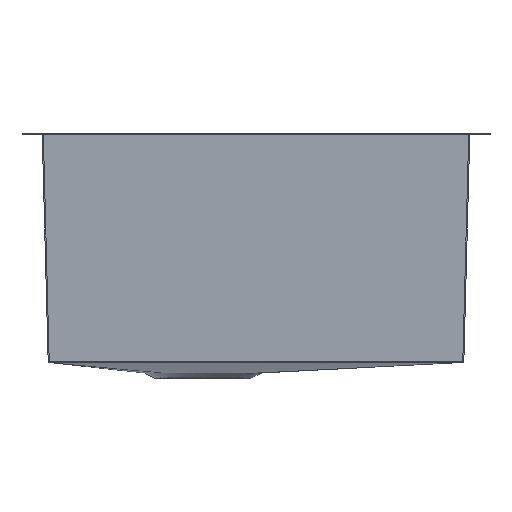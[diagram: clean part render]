
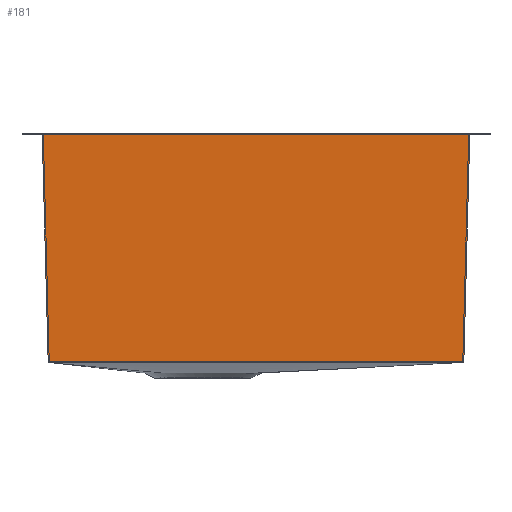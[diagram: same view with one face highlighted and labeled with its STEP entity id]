
A CAD part, left-side view. The second image highlights one B-rep face of the part: STEP entity #181.
In plain terms, the highlighted planar face has unit normal (-1, 0, -0.026).
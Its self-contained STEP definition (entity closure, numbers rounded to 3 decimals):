
#69=B_SPLINE_CURVE_WITH_KNOTS('',3,(#1594,#1595,#1596,#1597),.UNSPECIFIED.,
.F.,.F.,(4,4),(0.,1.),.UNSPECIFIED.);
#181=ADVANCED_FACE('',(#268),#222,.F.);
#222=PLANE('',#1033);
#268=FACE_OUTER_BOUND('',#315,.T.);
#315=EDGE_LOOP('',(#421,#422,#423,#424));
#421=ORIENTED_EDGE('',*,*,#807,.F.);
#422=ORIENTED_EDGE('',*,*,#824,.F.);
#423=ORIENTED_EDGE('',*,*,#820,.T.);
#424=ORIENTED_EDGE('',*,*,#822,.T.);
#682=VERTEX_POINT('',#1196);
#685=VERTEX_POINT('',#1201);
#694=VERTEX_POINT('',#1493);
#695=VERTEX_POINT('',#1593);
#807=EDGE_CURVE('',#685,#682,#961,.T.);
#820=EDGE_CURVE('',#694,#695,#69,.T.);
#822=EDGE_CURVE('',#695,#682,#962,.T.);
#824=EDGE_CURVE('',#694,#685,#964,.T.);
#961=LINE('',#1202,#1005);
#962=LINE('',#1742,#1006);
#964=LINE('',#1745,#1008);
#1005=VECTOR('',#1088,1.);
#1006=VECTOR('',#1093,1.);
#1008=VECTOR('',#1097,1.);
#1033=AXIS2_PLACEMENT_3D('',#1746,#1098,#1099);
#1088=DIRECTION('',(0.,-1.,0.));
#1093=DIRECTION('',(-0.026,-0.026,0.999));
#1097=DIRECTION('',(-0.026,0.026,0.999));
#1098=DIRECTION('',(1.,0.,0.026));
#1099=DIRECTION('',(0.026,0.,-1.));
#1196=CARTESIAN_POINT('',(-355.974,-200.974,-1.));
#1201=CARTESIAN_POINT('',(-355.974,200.974,-1.));
#1202=CARTESIAN_POINT('',(-355.974,220.,-1.));
#1493=CARTESIAN_POINT('',(-350.37,195.37,-215.));
#1593=CARTESIAN_POINT('',(-350.37,-195.37,-215.));
#1594=CARTESIAN_POINT('',(-350.37,195.37,-215.));
#1595=CARTESIAN_POINT('',(-350.37,65.123,-215.));
#1596=CARTESIAN_POINT('',(-350.37,-65.123,-215.));
#1597=CARTESIAN_POINT('',(-350.37,-195.37,-215.));
#1742=CARTESIAN_POINT('',(-355.862,-200.862,-5.282));
#1745=CARTESIAN_POINT('',(-355.883,200.883,-4.498));
#1746=CARTESIAN_POINT('',(-356.,0.,-0.026));
